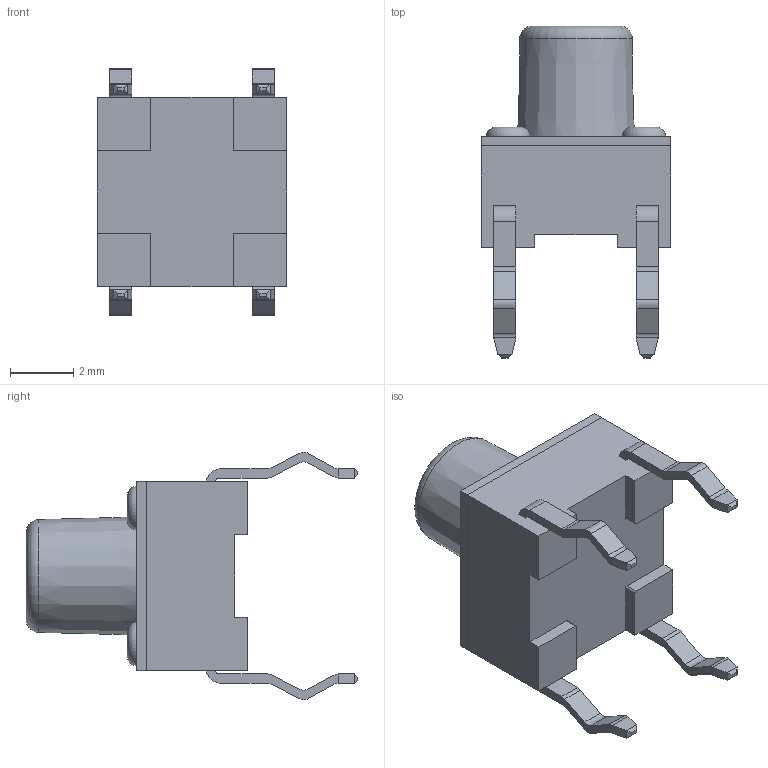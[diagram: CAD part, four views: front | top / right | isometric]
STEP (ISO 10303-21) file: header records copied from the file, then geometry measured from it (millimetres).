
FILE_DESCRIPTION(/* description */ (''),/* implementation_level */ '2;1');
FILE_NAME(/* name */ 'tactile_switch_6x6x7.step',/* time_stamp */ '2022-09-02T23:11:02+01:00',/* author */ (''),/* organization */ (''),/* preprocessor_version */ 'ST-DEVELOPER v19',/* originating_system */ 'Autodesk Translation Framework v11.7.0.108',/* authorisation */ '');
FILE_SCHEMA (('AUTOMOTIVE_DESIGN { 1 0 10303 214 3 1 1 }'));
Length unit declared in the file: millimetre
Products named in the file (3): Tactile Switch 6x6x7 v3; Tactile Swtich; Tactile Swtich 6x6x7
Assembly tree (2 placements, depth 3):
  Tactile Switch 6x6x7 v3
    Tactile Swtich
      Tactile Swtich 6x6x7
Bounding box: 6 x 10.5 x 7.82 mm (x, y, z)
Volume: 157.7 mm3; surface area: 316.3 mm2
Topology: 7 solids, 7 shells, 161 faces, 416 edges, 269 vertices
Faces by surface type: plane 110, cylinder 45, torus 5, cone 1
Full cylindrical faces by diameter (mm): 1.38 x8, 3.75 x1
Entity records: 5000 total; most frequent: DIRECTION 854, CARTESIAN_POINT 851, ORIENTED_EDGE 832, EDGE_CURVE 416, LINE 310, VECTOR 310, AXIS2_PLACEMENT_3D 272, VERTEX_POINT 269
